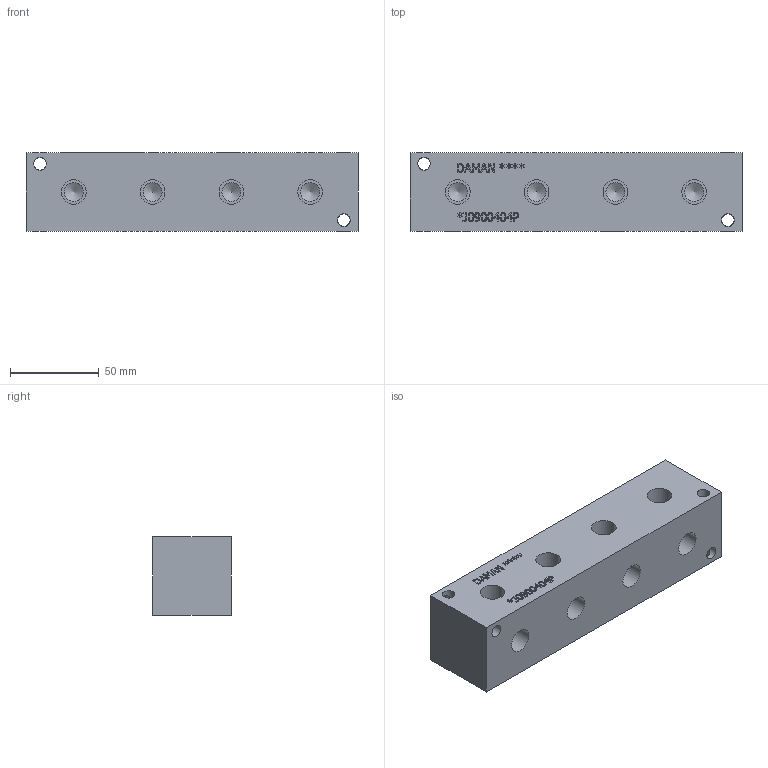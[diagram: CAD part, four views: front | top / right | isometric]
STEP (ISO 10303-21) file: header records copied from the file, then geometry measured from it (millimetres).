
FILE_DESCRIPTION(/* description */ (''),/* implementation_level */ '2;1');
FILE_NAME(/* name */ '_J0900404P.stp',/* time_stamp */ '2022-08-05T13:47:17-04:00',/* author */ ('bobbyh'),/* organization */ (''),/* preprocessor_version */ 'ST-DEVELOPER v18',/* originating_system */ 'Autodesk Inventor 2020',/* authorisation */ '');
FILE_SCHEMA (('AUTOMOTIVE_DESIGN { 1 0 10303 214 3 1 1 }'));
Length unit declared in the file: millimetre
Products named in the file (1): Part_+J0900404P_3D
Bounding box: 187.32 x 44.45 x 44.45 mm (x, y, z)
Volume: 348733.8 mm3; surface area: 44704.1 mm2
Topology: 1 solids, 1 shells, 350 faces, 950 edges, 636 vertices
Faces by surface type: plane 230, bspline 88, cylinder 24, cone 8
Full cylindrical faces by diameter (mm): 7.137 x8, 10.719 x8, 13.868 x8
Entity records: 11723 total; most frequent: CARTESIAN_POINT 3073, ORIENTED_EDGE 1884, DIRECTION 1368, EDGE_CURVE 942, LINE 690, VECTOR 690, VERTEX_POINT 636, EDGE_LOOP 404
